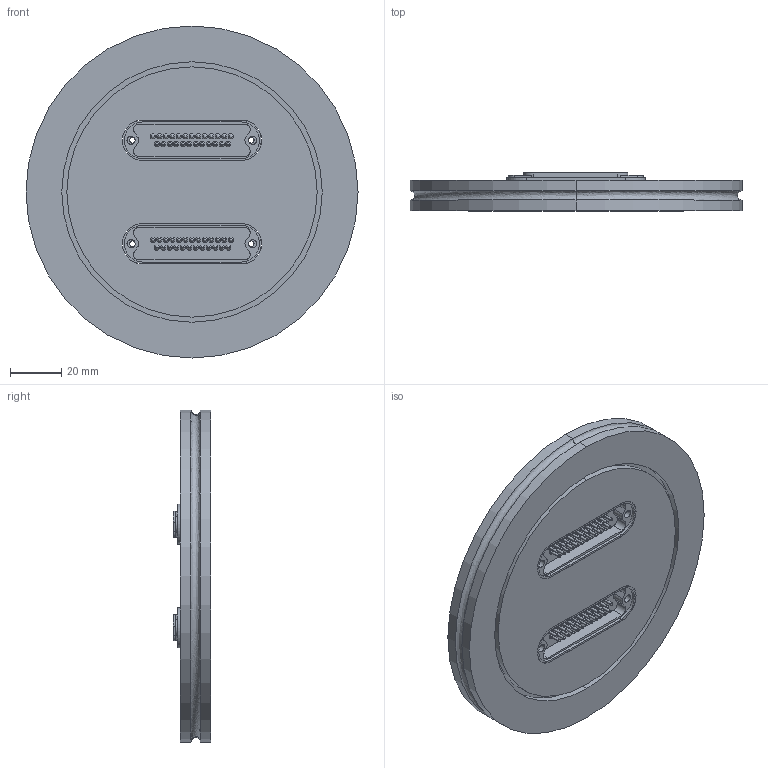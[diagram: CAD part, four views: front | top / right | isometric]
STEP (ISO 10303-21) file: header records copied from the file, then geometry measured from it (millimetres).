
FILE_DESCRIPTION (( 'STEP AP203' ), '1' );
FILE_NAME ('A1529-5-ISO.STEP', '2013-05-16T13:41:22', ( '' ), ( '' ), 'SwSTEP 2.0', 'SolidWorks 2012', '' );
FILE_SCHEMA (( 'CONFIG_CONTROL_DESIGN' ));
Length unit declared in the file: inch
Products named in the file (1): A1529-5-ISO
Bounding box: 130.05 x 14.78 x 130.05 mm (x, y, z)
Surface area: 46506.8 mm2 (no closed solid volume)
Topology: 0 solids, 47 shells, 820 faces, 2142 edges, 1240 vertices
Faces by surface type: cylinder 404, bspline 346, plane 70
Entity records: 34503 total; most frequent: CARTESIAN_POINT 16827, ORIENTED_EDGE 3692, DIRECTION 3554, EDGE_CURVE 1942, AXIS2_PLACEMENT_3D 1501, VERTEX_POINT 1240, CIRCLE 1026, EDGE_LOOP 944
